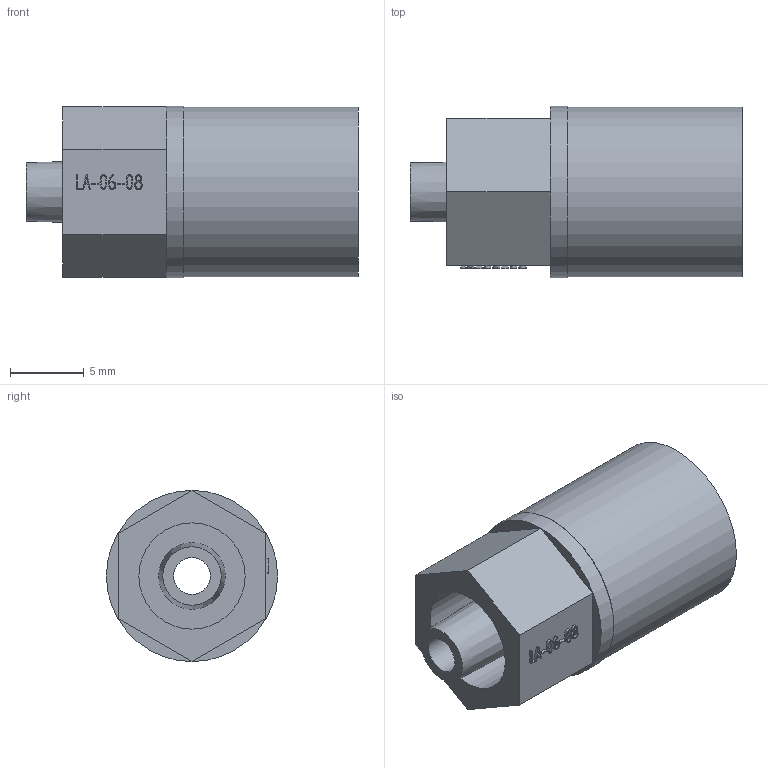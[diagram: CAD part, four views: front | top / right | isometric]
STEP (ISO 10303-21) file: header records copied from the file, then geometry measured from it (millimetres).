
FILE_DESCRIPTION(/* description */ ('Unknown'),/* implementation_level */ '2;1');
FILE_NAME(/* name */ '506500_LA-06-08',/* time_stamp */ '2023-08-11T14:56:11+02:00',/* author */ ('Unknown'),/* organization */ ('Unknown'),/* preprocessor_version */ 'ST-DEVELOPER v16.7',/* originating_system */ 'Solid Edge',/* authorisation */ 'Unknown');
FILE_SCHEMA (('AUTOMOTIVE_DESIGN {1 0 10303 214 3 1 1}'));
Length unit declared in the file: millimetre
Products named in the file (1): 506500_LA-06-08
Bounding box: 22.5 x 11.6 x 11.6 mm (x, y, z)
Volume: 1452.9 mm3; surface area: 1458.3 mm2
Topology: 1 solids, 1 shells, 74 faces, 161 edges, 108 vertices
Faces by surface type: plane 53, bspline 15, cylinder 4, cone 2
Full cylindrical faces by diameter (mm): 2.5 x1, 7.2 x1, 11.5 x1, 11.6 x1
Entity records: 2529 total; most frequent: CARTESIAN_POINT 1013, ORIENTED_EDGE 294, DIRECTION 249, EDGE_CURVE 147, EDGE_LOOP 107, FACE_BOUND 107, VERTEX_POINT 106, LINE 105
